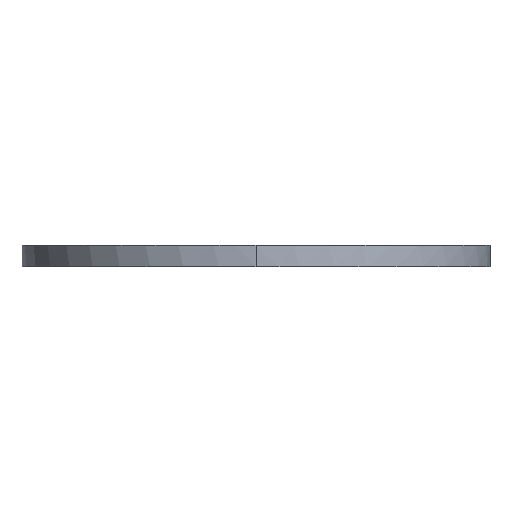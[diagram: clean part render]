
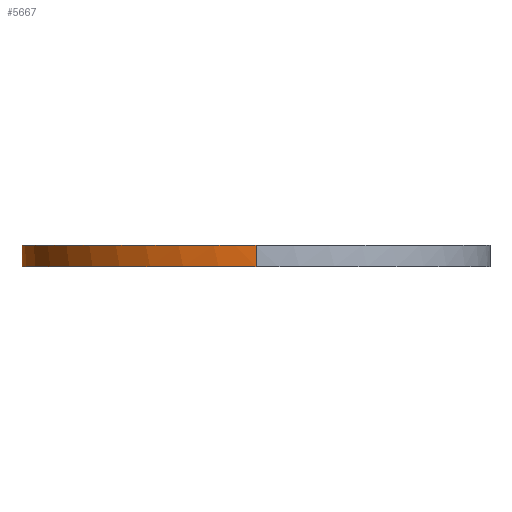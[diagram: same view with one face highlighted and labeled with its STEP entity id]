
A CAD part, left-side view. The second image highlights one B-rep face of the part: STEP entity #5667.
In plain terms, the highlighted free-form (B-spline) face has degree [3, 1] with [4, 2] control points.
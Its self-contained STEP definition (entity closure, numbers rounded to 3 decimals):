
#503=(
BOUNDED_CURVE()
B_SPLINE_CURVE(3,(#9842,#9843,#9844,#9845),.UNSPECIFIED.,.F.,.F.)
B_SPLINE_CURVE_WITH_KNOTS((4,4),(0.,0.997),.UNSPECIFIED.)
CURVE()
GEOMETRIC_REPRESENTATION_ITEM()
RATIONAL_B_SPLINE_CURVE((1.,1.,1.,1.))
REPRESENTATION_ITEM('')
);
#504=(
BOUNDED_CURVE()
B_SPLINE_CURVE(3,(#9849,#9850,#9851,#9852),.UNSPECIFIED.,.F.,.F.)
B_SPLINE_CURVE_WITH_KNOTS((4,4),(-0.997,0.),.UNSPECIFIED.)
CURVE()
GEOMETRIC_REPRESENTATION_ITEM()
RATIONAL_B_SPLINE_CURVE((1.,1.,1.,1.))
REPRESENTATION_ITEM('')
);
#762=(
BOUNDED_SURFACE()
B_SPLINE_SURFACE(3,1,((#9832,#9833),(#9834,#9835),(#9836,#9837),(#9838,
#9839)),.UNSPECIFIED.,.F.,.F.,.F.)
B_SPLINE_SURFACE_WITH_KNOTS((4,4),(2,2),(-0.997,0.),(0.,0.5),
 .UNSPECIFIED.)
GEOMETRIC_REPRESENTATION_ITEM()
RATIONAL_B_SPLINE_SURFACE(((1.,1.),(1.,1.),(1.,1.),(1.,1.)))
REPRESENTATION_ITEM('')
SURFACE()
);
#1058=FACE_OUTER_BOUND('',#1365,.T.);
#1365=EDGE_LOOP('',(#4646,#4647,#4648,#4649));
#1750=LINE('',#9847,#2102);
#1751=LINE('',#9853,#2103);
#2102=VECTOR('',#6279,10.);
#2103=VECTOR('',#6280,10.);
#2662=VERTEX_POINT('',#9840);
#2663=VERTEX_POINT('',#9841);
#2664=VERTEX_POINT('',#9846);
#2665=VERTEX_POINT('',#9848);
#3443=EDGE_CURVE('',#2662,#2663,#503,.T.);
#3444=EDGE_CURVE('',#2662,#2664,#1750,.T.);
#3445=EDGE_CURVE('',#2665,#2664,#504,.T.);
#3446=EDGE_CURVE('',#2663,#2665,#1751,.T.);
#4646=ORIENTED_EDGE('',*,*,#3443,.F.);
#4647=ORIENTED_EDGE('',*,*,#3444,.T.);
#4648=ORIENTED_EDGE('',*,*,#3445,.F.);
#4649=ORIENTED_EDGE('',*,*,#3446,.F.);
#5667=ADVANCED_FACE('',(#1058),#762,.T.);
#6279=DIRECTION('',(0.,0.,1.));
#6280=DIRECTION('',(0.,0.,1.));
#9832=CARTESIAN_POINT('Ctrl Pts',(54.744,109.999,50.));
#9833=CARTESIAN_POINT('Ctrl Pts',(54.744,109.999,55.));
#9834=CARTESIAN_POINT('Ctrl Pts',(24.488,109.87,50.));
#9835=CARTESIAN_POINT('Ctrl Pts',(24.488,109.87,55.));
#9836=CARTESIAN_POINT('Ctrl Pts',(0.,85.302,50.));
#9837=CARTESIAN_POINT('Ctrl Pts',(0.,85.302,55.));
#9838=CARTESIAN_POINT('Ctrl Pts',(0.,55.016,50.));
#9839=CARTESIAN_POINT('Ctrl Pts',(0.,55.016,55.));
#9840=CARTESIAN_POINT('',(0.,55.016,50.));
#9841=CARTESIAN_POINT('',(54.744,109.999,50.));
#9842=CARTESIAN_POINT('Ctrl Pts',(0.,55.016,50.));
#9843=CARTESIAN_POINT('Ctrl Pts',(0.,85.302,50.));
#9844=CARTESIAN_POINT('Ctrl Pts',(24.488,109.87,50.));
#9845=CARTESIAN_POINT('Ctrl Pts',(54.744,109.999,50.));
#9846=CARTESIAN_POINT('',(0.,55.016,55.));
#9847=CARTESIAN_POINT('',(0.,55.016,50.));
#9848=CARTESIAN_POINT('',(54.744,109.999,55.));
#9849=CARTESIAN_POINT('Ctrl Pts',(54.744,109.999,55.));
#9850=CARTESIAN_POINT('Ctrl Pts',(24.488,109.87,55.));
#9851=CARTESIAN_POINT('Ctrl Pts',(0.,85.302,55.));
#9852=CARTESIAN_POINT('Ctrl Pts',(0.,55.016,55.));
#9853=CARTESIAN_POINT('',(54.744,109.999,50.));
